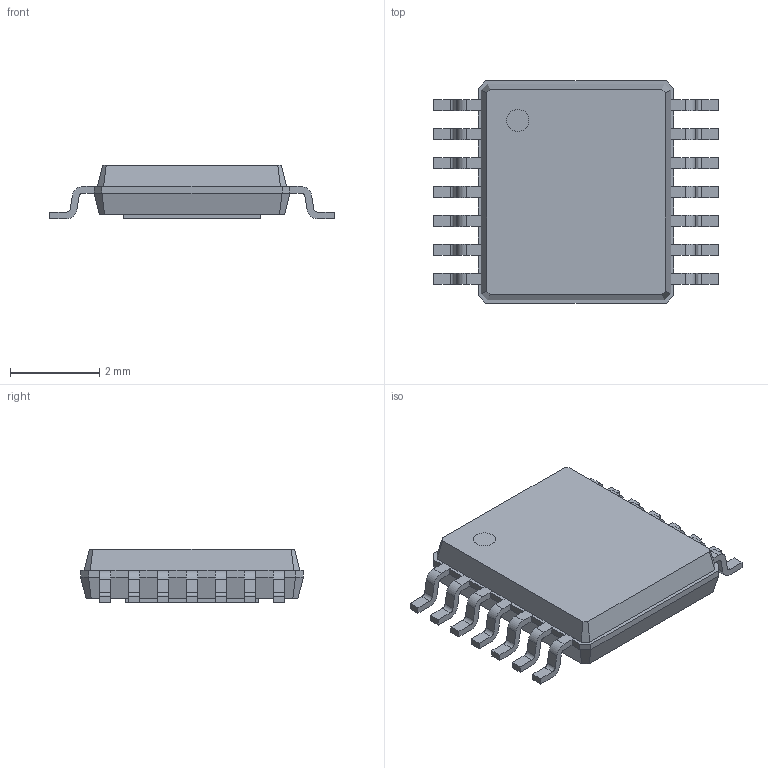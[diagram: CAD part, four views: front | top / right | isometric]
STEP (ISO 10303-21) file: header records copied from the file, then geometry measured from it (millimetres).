
FILE_DESCRIPTION(/* description */ ('model of Texas_HTSSOP-14-1EP_4.4x5mm_P0.65mm_EP3.4x5mm_Mask3.155x3.255mm'),/* implementation_level */ '2;1');
FILE_NAME(/* name */ 'Texas_HTSSOP-14-1EP_4.4x5mm_P0.65mm_EP3.4x5mm_Mask3.155x3.255mm.step',/* time_stamp */ '1970-01-01T00:00:00',/* author */ ('KiCAD','kicad'),/* organization */ ('OCCT'),/* preprocessor_version */ '',/* originating_system */ 'KiCAD',/* authorisation */ '');
FILE_SCHEMA(('AUTOMOTIVE_DESIGN { 1 0 10303 214 1 1 1 1 }'));
Length unit declared in the file: millimetre
Products named in the file (1): Texas_HTSSOP-14-1EP_4.4x5mm_P0.65mm_EP3.4x5mm_Mask3.155x3.255mm
Bounding box: 6.4 x 5 x 1.2 mm (x, y, z)
Volume: 24.1 mm3; surface area: 76.6 mm2
Topology: 1 solids, 1 shells, 242 faces, 651 edges, 413 vertices
Faces by surface type: plane 170, cylinder 56, bspline 16
Entity records: 4856 total; most frequent: ORIENTED_EDGE 1112, EDGE_CURVE 651, CARTESIAN_POINT 556, LINE 416, VERTEX_POINT 413, AXIS2_PLACEMENT_3D 292, FACE_BOUND 244, EDGE_LOOP 244
